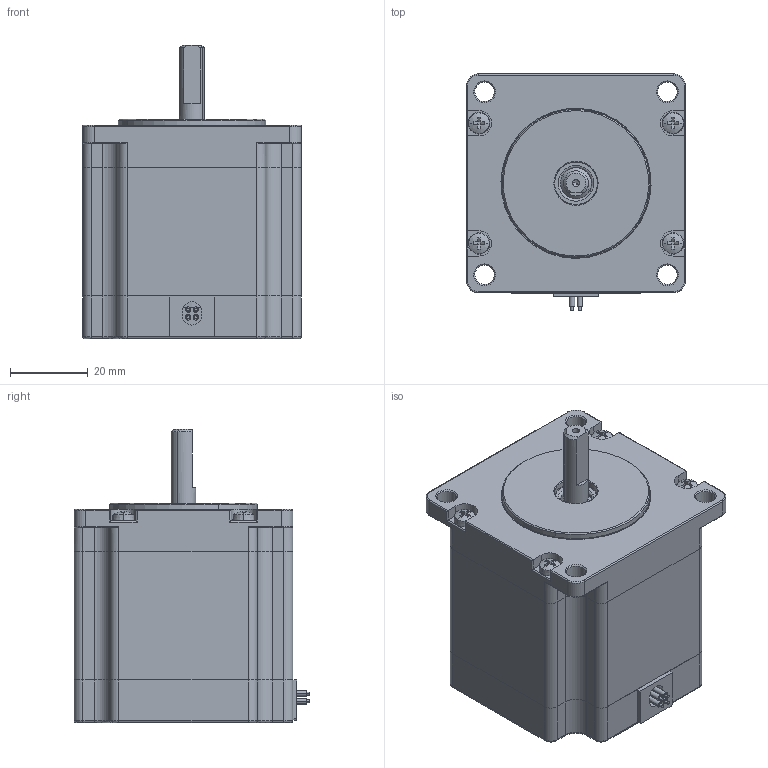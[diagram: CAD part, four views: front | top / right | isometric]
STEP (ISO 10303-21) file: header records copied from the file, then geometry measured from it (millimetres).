
FILE_DESCRIPTION(('CATIA V5 STEP Exchange'),'2;1');
FILE_NAME('LDOMOTORS_Krokovy motor_NEMA 23_LDO-57STH56-2804A_(bez textu).stp','2020-06-15T19:36:12+00:00',('none'),('none'),'CATIA Version 5 Release 19 SP 9 (IN-10)','CATIA V5 STEP AP214','none');
FILE_SCHEMA(('AUTOMOTIVE_DESIGN { 1 0 10303 214 1 1 1 1 }'));
Length unit declared in the file: millimetre
Products named in the file (1): LDOMOTORS_Krokovy motor_NEMA 23_LDO-57STH56-2804A
Bounding box: 56.4 x 60.8 x 75.6 mm (x, y, z)
Volume: 143930.7 mm3; surface area: 51516 mm2
Topology: 36 solids, 36 shells, 629 faces, 1480 edges, 885 vertices
Faces by surface type: cylinder 233, plane 189, torus 88, cone 83, sphere 36
Entity records: 16915 total; most frequent: CARTESIAN_POINT 3409, ORIENTED_EDGE 2840, DIRECTION 2172, EDGE_CURVE 1420, AXIS2_PLACEMENT_3D 1114, VERTEX_POINT 885, EDGE_LOOP 709, CIRCLE 694
